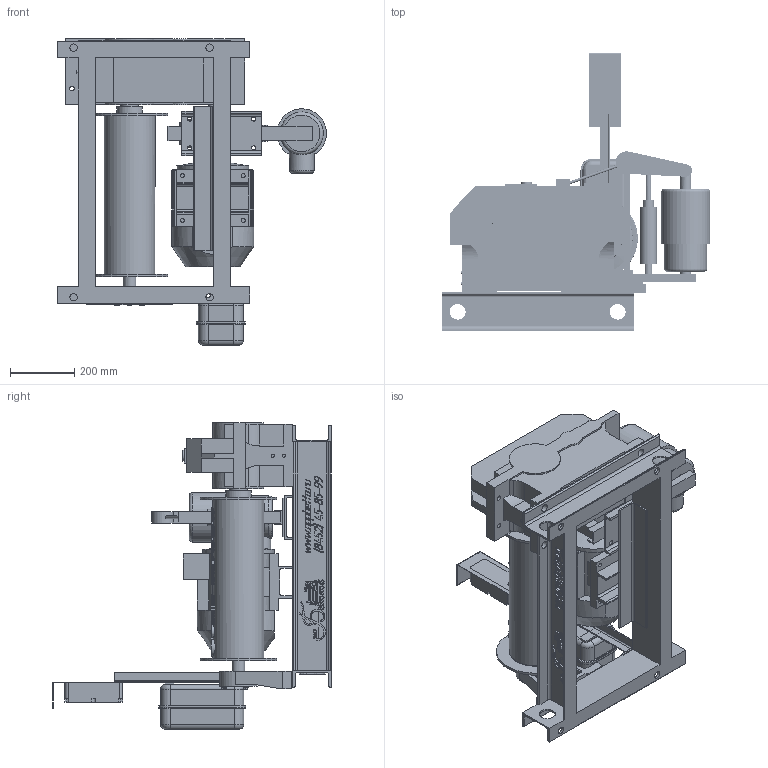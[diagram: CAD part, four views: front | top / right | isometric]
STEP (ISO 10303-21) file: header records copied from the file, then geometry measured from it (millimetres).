
FILE_DESCRIPTION(('STEP AP203'), '1');
FILE_NAME('佮-1', '', ('UNSPECIFIED'), ('UNSPECIFIED'), 'ASCON STEP Converter 1.6', 'ASCON Math Kernel', '');
FILE_SCHEMA(('CONFIG_CONTROL_DESIGN'));
Length unit declared in the file: millimetre
Products named in the file (1): 佮-1 00.00.000
Bounding box: 840 x 870 x 958.1 mm (x, y, z)
Volume: 61263296.1 mm3; surface area: 4467597.8 mm2
Topology: 41 solids, 41 shells, 8696 faces, 24813 edges, 16424 vertices
Faces by surface type: cylinder 4298, plane 2708, extrusion 1554, cone 57, torus 46, sphere 33
Full cylindrical faces by diameter (mm): 8.929 x1, 9 x1, 10 x5, 10.106 x3, 11 x3, 12 x7, 13 x5, 14 x11, 14.5 x4, 16 x1, 17.5 x1, 20 x21, 22 x4, 23 x4, 23.333 x1, 24 x4, 25 x4, 27 x12, 28 x3, 32 x2, 34.757 x1, 35 x4, 36 x1, 40 x1, 42 x1, 45.273 x3, 50 x5, 52.5 x1, 55 x1, 58 x2
Entity records: 394229 total; most frequent: CARTESIAN_POINT 100945, ORIENTED_EDGE 49062, DIRECTION 43223, EDGE_CURVE 24531, VERTEX_POINT 16376, AXIS2_PLACEMENT_3D 14788, VECTOR 13647, LINE 12093
